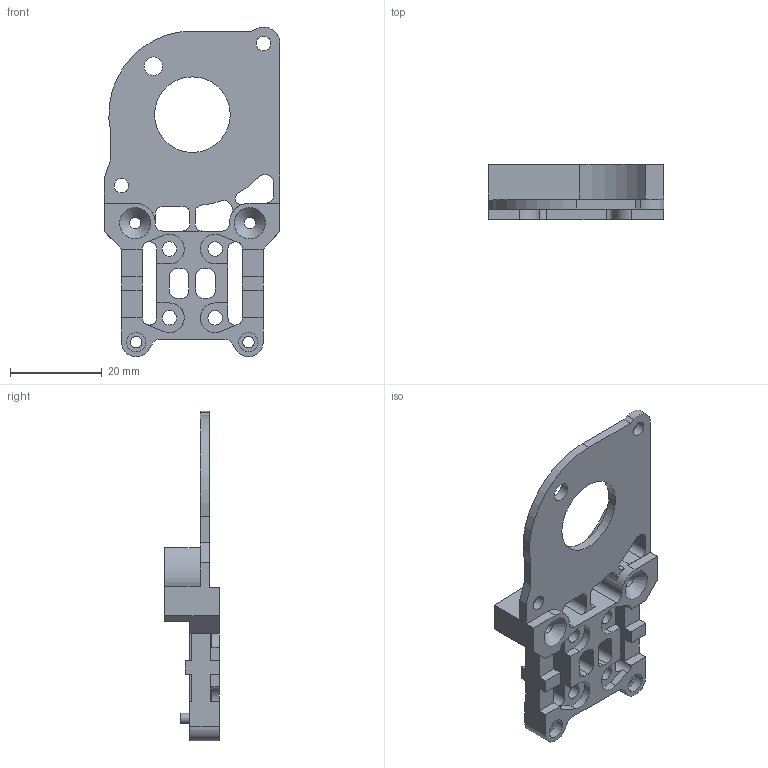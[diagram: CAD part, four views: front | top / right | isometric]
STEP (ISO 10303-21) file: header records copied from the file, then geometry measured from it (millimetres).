
FILE_DESCRIPTION (( 'STEP AP214' ), '1' );
FILE_NAME ('MiniAB_Micron_LGXLite_Carriage_Standard_CNC Milled.STEP', '2022-03-15T15:24:49', ( '' ), ( '' ), 'SwSTEP 2.0', 'SolidWorks 2020', '' );
FILE_SCHEMA (( 'AUTOMOTIVE_DESIGN' ));
Length unit declared in the file: millimetre
Products named in the file (1): MiniAB_Micron_LGXLite_Carriage_Standard_CNC Milled
Bounding box: 38.38 x 12 x 71.95 mm (x, y, z)
Volume: 7755.8 mm3; surface area: 7545.6 mm2
Topology: 1 solids, 1 shells, 216 faces, 626 edges, 391 vertices
Faces by surface type: plane 117, cylinder 81, sphere 16, cone 2
Full cylindrical faces by diameter (mm): 2.5 x4, 3.175 x6, 4.05 x1, 4.2 x2, 16.5 x1
Entity records: 6735 total; most frequent: DIRECTION 1175, CARTESIAN_POINT 1152, ORIENTED_EDGE 1132, EDGE_CURVE 566, AXIS2_PLACEMENT_3D 394, VECTOR 387, LINE 387, VERTEX_POINT 363
